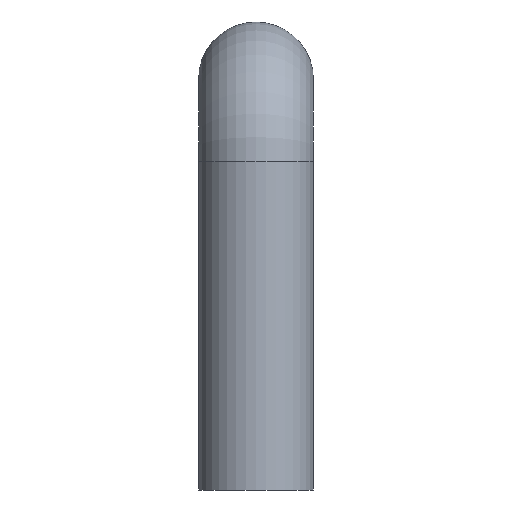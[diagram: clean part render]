
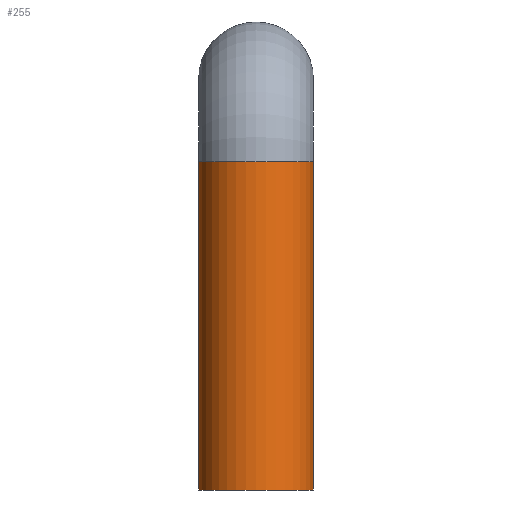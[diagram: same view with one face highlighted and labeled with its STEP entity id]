
A CAD part, left-side view. The second image highlights one B-rep face of the part: STEP entity #255.
In plain terms, the highlighted cylindrical face has radius 0.35 mm (diameter 0.7 mm), a full revolution.
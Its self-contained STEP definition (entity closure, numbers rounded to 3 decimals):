
#93 = TOROIDAL_SURFACE('',#94,0.5,0.35);
#94 = AXIS2_PLACEMENT_3D('',#95,#96,#97);
#95 = CARTESIAN_POINT('',(0.5,0.,0.));
#96 = DIRECTION('',(0.,-1.,0.));
#97 = DIRECTION('',(-1.,0.,0.));
#108 = VERTEX_POINT('',#109);
#109 = CARTESIAN_POINT('',(0.35,0.,0.)
  );
#133 = EDGE_CURVE('',#134,#108,#136,.T.);
#134 = VERTEX_POINT('',#135);
#135 = CARTESIAN_POINT('',(-0.35,0.,0.
    ));
#136 = SURFACE_CURVE('',#137,(#142,#149),.PCURVE_S1.);
#137 = CIRCLE('',#138,0.35);
#138 = AXIS2_PLACEMENT_3D('',#139,#140,#141);
#139 = CARTESIAN_POINT('',(0.,0.,
    0.));
#140 = DIRECTION('',(0.,0.,1.));
#141 = DIRECTION('',(-1.,0.,0.));
#142 = PCURVE('',#93,#143);
#143 = DEFINITIONAL_REPRESENTATION('',(#144),#148);
#144 = LINE('',#145,#146);
#145 = CARTESIAN_POINT('',(-0.,0.));
#146 = VECTOR('',#147,1.);
#147 = DIRECTION('',(-0.,1.));
#148 = ( GEOMETRIC_REPRESENTATION_CONTEXT(2) 
PARAMETRIC_REPRESENTATION_CONTEXT() REPRESENTATION_CONTEXT('2D SPACE',''
  ) );
#149 = PCURVE('',#150,#155);
#150 = CYLINDRICAL_SURFACE('',#151,0.35);
#151 = AXIS2_PLACEMENT_3D('',#152,#153,#154);
#152 = CARTESIAN_POINT('',(0.,0.,0.));
#153 = DIRECTION('',(0.,-0.,1.));
#154 = DIRECTION('',(-1.,0.,0.));
#155 = DEFINITIONAL_REPRESENTATION('',(#156),#159);
#156 = B_SPLINE_CURVE_WITH_KNOTS('',1,(#157,#158),.UNSPECIFIED.,.F.,.F.,
  (2,2),(6.283,9.425),.PIECEWISE_BEZIER_KNOTS.);
#157 = CARTESIAN_POINT('',(-6.283,0.));
#158 = CARTESIAN_POINT('',(-3.142,0.));
#159 = ( GEOMETRIC_REPRESENTATION_CONTEXT(2) 
PARAMETRIC_REPRESENTATION_CONTEXT() REPRESENTATION_CONTEXT('2D SPACE',''
  ) );
#161 = EDGE_CURVE('',#108,#134,#162,.T.);
#162 = SURFACE_CURVE('',#163,(#168,#175),.PCURVE_S1.);
#163 = CIRCLE('',#164,0.35);
#164 = AXIS2_PLACEMENT_3D('',#165,#166,#167);
#165 = CARTESIAN_POINT('',(0.,0.,
    0.));
#166 = DIRECTION('',(0.,0.,1.));
#167 = DIRECTION('',(-1.,0.,0.));
#168 = PCURVE('',#93,#169);
#169 = DEFINITIONAL_REPRESENTATION('',(#170),#174);
#170 = LINE('',#171,#172);
#171 = CARTESIAN_POINT('',(-0.,0.));
#172 = VECTOR('',#173,1.);
#173 = DIRECTION('',(-0.,1.));
#174 = ( GEOMETRIC_REPRESENTATION_CONTEXT(2) 
PARAMETRIC_REPRESENTATION_CONTEXT() REPRESENTATION_CONTEXT('2D SPACE',''
  ) );
#175 = PCURVE('',#150,#176);
#176 = DEFINITIONAL_REPRESENTATION('',(#177),#180);
#177 = B_SPLINE_CURVE_WITH_KNOTS('',1,(#178,#179),.UNSPECIFIED.,.F.,.F.,
  (2,2),(3.142,6.283),.PIECEWISE_BEZIER_KNOTS.);
#178 = CARTESIAN_POINT('',(-3.142,0.));
#179 = CARTESIAN_POINT('',(0.,0.));
#180 = ( GEOMETRIC_REPRESENTATION_CONTEXT(2) 
PARAMETRIC_REPRESENTATION_CONTEXT() REPRESENTATION_CONTEXT('2D SPACE',''
  ) );
#255 = ADVANCED_FACE('',(#256),#150,.T.);
#256 = FACE_BOUND('',#257,.F.);
#257 = EDGE_LOOP('',(#258,#259,#282,#309,#310));
#258 = ORIENTED_EDGE('',*,*,#161,.T.);
#259 = ORIENTED_EDGE('',*,*,#260,.T.);
#260 = EDGE_CURVE('',#134,#261,#263,.T.);
#261 = VERTEX_POINT('',#262);
#262 = CARTESIAN_POINT('',(-0.35,0.,-2.));
#263 = SEAM_CURVE('',#264,(#268,#275),.PCURVE_S1.);
#264 = LINE('',#265,#266);
#265 = CARTESIAN_POINT('',(-0.35,0.,0.
    ));
#266 = VECTOR('',#267,1.);
#267 = DIRECTION('',(0.,0.,-1.));
#268 = PCURVE('',#150,#269);
#269 = DEFINITIONAL_REPRESENTATION('',(#270),#274);
#270 = LINE('',#271,#272);
#271 = CARTESIAN_POINT('',(-6.283,0.));
#272 = VECTOR('',#273,1.);
#273 = DIRECTION('',(-0.,-1.));
#274 = ( GEOMETRIC_REPRESENTATION_CONTEXT(2) 
PARAMETRIC_REPRESENTATION_CONTEXT() REPRESENTATION_CONTEXT('2D SPACE',''
  ) );
#275 = PCURVE('',#150,#276);
#276 = DEFINITIONAL_REPRESENTATION('',(#277),#281);
#277 = LINE('',#278,#279);
#278 = CARTESIAN_POINT('',(-0.,0.));
#279 = VECTOR('',#280,1.);
#280 = DIRECTION('',(-0.,-1.));
#281 = ( GEOMETRIC_REPRESENTATION_CONTEXT(2) 
PARAMETRIC_REPRESENTATION_CONTEXT() REPRESENTATION_CONTEXT('2D SPACE',''
  ) );
#282 = ORIENTED_EDGE('',*,*,#283,.T.);
#283 = EDGE_CURVE('',#261,#261,#284,.T.);
#284 = SURFACE_CURVE('',#285,(#290,#297),.PCURVE_S1.);
#285 = CIRCLE('',#286,0.35);
#286 = AXIS2_PLACEMENT_3D('',#287,#288,#289);
#287 = CARTESIAN_POINT('',(0.,0.,-2.));
#288 = DIRECTION('',(0.,0.,-1.));
#289 = DIRECTION('',(-1.,0.,0.));
#290 = PCURVE('',#150,#291);
#291 = DEFINITIONAL_REPRESENTATION('',(#292),#296);
#292 = LINE('',#293,#294);
#293 = CARTESIAN_POINT('',(-0.,-2.));
#294 = VECTOR('',#295,1.);
#295 = DIRECTION('',(-1.,0.));
#296 = ( GEOMETRIC_REPRESENTATION_CONTEXT(2) 
PARAMETRIC_REPRESENTATION_CONTEXT() REPRESENTATION_CONTEXT('2D SPACE',''
  ) );
#297 = PCURVE('',#298,#303);
#298 = PLANE('',#299);
#299 = AXIS2_PLACEMENT_3D('',#300,#301,#302);
#300 = CARTESIAN_POINT('',(0.,0.,-2.));
#301 = DIRECTION('',(0.,0.,-1.));
#302 = DIRECTION('',(-1.,0.,0.));
#303 = DEFINITIONAL_REPRESENTATION('',(#304),#308);
#304 = CIRCLE('',#305,0.35);
#305 = AXIS2_PLACEMENT_2D('',#306,#307);
#306 = CARTESIAN_POINT('',(0.,0.));
#307 = DIRECTION('',(1.,0.));
#308 = ( GEOMETRIC_REPRESENTATION_CONTEXT(2) 
PARAMETRIC_REPRESENTATION_CONTEXT() REPRESENTATION_CONTEXT('2D SPACE',''
  ) );
#309 = ORIENTED_EDGE('',*,*,#260,.F.);
#310 = ORIENTED_EDGE('',*,*,#133,.T.);
